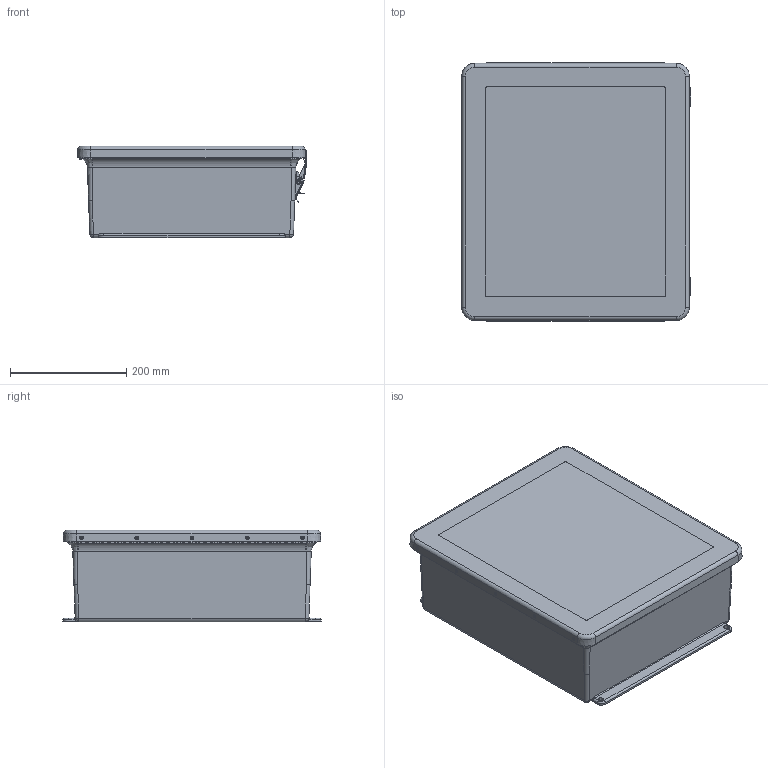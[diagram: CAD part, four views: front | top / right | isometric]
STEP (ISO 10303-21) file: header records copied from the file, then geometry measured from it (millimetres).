
FILE_DESCRIPTION(/* description */ (''),/* implementation_level */ '2;1');
FILE_NAME(/* name */ 'HW-J161406CHQRW.stp',/* time_stamp */ '2014-03-14T07:36:50-05:00',/* author */ ('pmescher'),/* organization */ (''),/* preprocessor_version */ 'ST-DEVELOPER v15.2',/* originating_system */ 'Autodesk Inventor 2014',/* authorisation */ '');
FILE_SCHEMA (('AUTOMOTIVE_DESIGN { 1 0 10303 214 3 1 1 }'));
Length unit declared in the file: inch
Products named in the file (25): J1614HL_4; RMINS45821P_87; RMINS45821P_88; RMINS45821P_89; RMINS45821P_90; J1614BHL; JW1614HLCVR; GASKET_1614; WINDOW_1614; WP1614HLU; RMRIV43; RMHINGCOV15; RMHINGBOX15; RMHINGPIN15; RMHING15; RMRIV44; RMKEEPSSL; Anchor Plate; Locking Layer; Hook blade; Hinge Pin_Lower; Hinge Pin_Upper; RMLATPLSSL; JW1614HPL_STP
Bounding box: 396 x 445.29 x 157.71 mm (x, y, z)
Volume: 2671742.8 mm3; surface area: 1306030.5 mm2
Topology: 41 solids, 41 shells, 1113 faces, 2860 edges, 1867 vertices
Faces by surface type: plane 496, cylinder 468, torus 64, cone 41, bspline 40, sphere 4
Full cylindrical faces by diameter (mm): 2.159 x63, 2.64 x8, 3.048 x2, 3.175 x18, 3.302 x4, 3.327 x10, 3.429 x18, 3.556 x22, 3.861 x8, 3.962 x7, 4.306 x4, 5.537 x4, 6.35 x10, 6.858 x4, 7.62 x4, 9.525 x2
Entity records: 27811 total; most frequent: CARTESIAN_POINT 6168, DIRECTION 4585, ORIENTED_EDGE 4072, EDGE_CURVE 2036, AXIS2_PLACEMENT_3D 1717, VERTEX_POINT 1409, EDGE_LOOP 1235, LINE 1151
